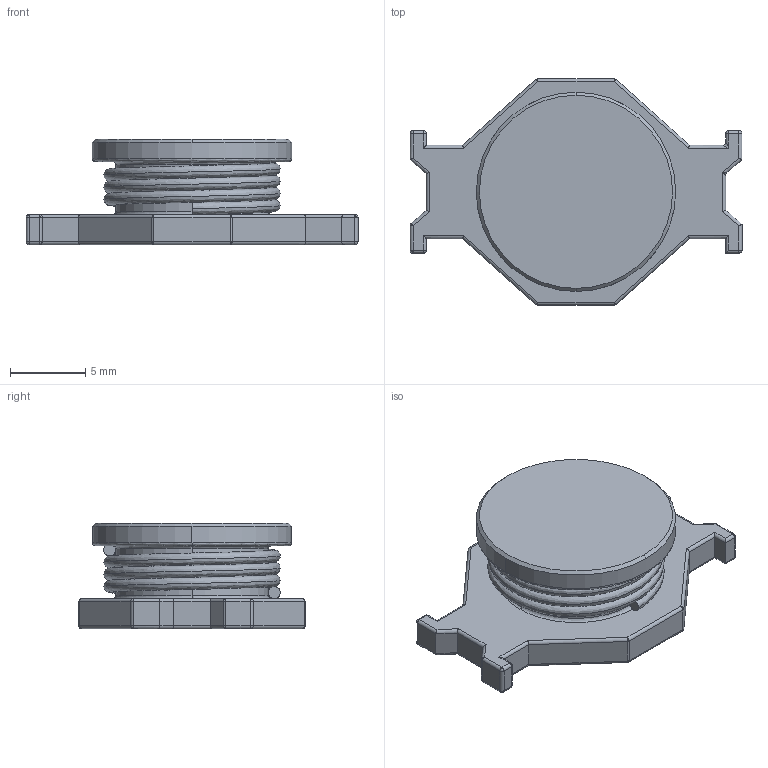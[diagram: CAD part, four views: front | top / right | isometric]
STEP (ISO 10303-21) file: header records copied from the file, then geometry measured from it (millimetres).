
FILE_DESCRIPTION (( 'STEP AP214' ), '1' );
FILE_NAME ('User Library-sdr2207.STEP', '2013-02-02T11:44:55', ( 'Windows User' ), ( '' ), 'SwSTEP 2.0', 'SolidWorks 2013', '' );
FILE_SCHEMA (( 'AUTOMOTIVE_DESIGN' ));
Length unit declared in the file: millimetre
Products named in the file (3): User Library-sdr2207_sdr2207_cewka; User Library-sdr2207_sdr2207_karkas; User Library-sdr2207
Assembly tree (2 placements, depth 2):
  User Library-sdr2207
    User Library-sdr2207_sdr2207_karkas
    User Library-sdr2207_sdr2207_cewka
Bounding box: 22 x 15 x 7 mm (x, y, z)
Volume: 988.6 mm3; surface area: 1151.4 mm2
Topology: 2 solids, 2 shells, 150 faces, 344 edges, 178 vertices
Faces by surface type: cylinder 73, bspline 41, plane 34, cone 2
Entity records: 7753 total; most frequent: CARTESIAN_POINT 3000, ORIENTED_EDGE 644, DIRECTION 611, EDGE_CURVE 322, AXIS2_PLACEMENT_3D 226, VERTEX_POINT 178, LINE 159, VECTOR 159
